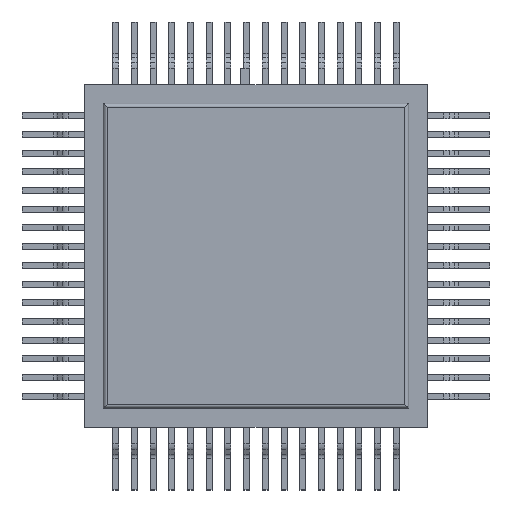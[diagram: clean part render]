
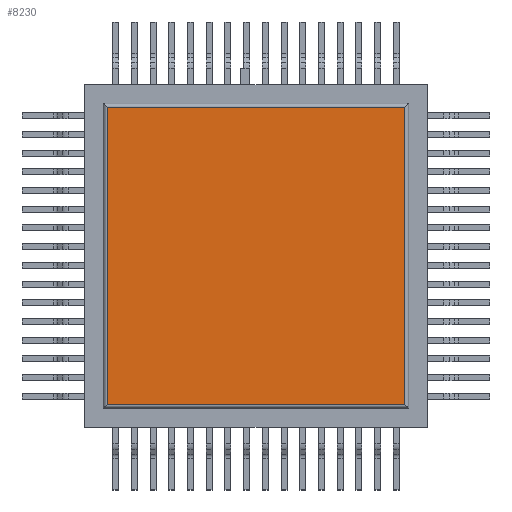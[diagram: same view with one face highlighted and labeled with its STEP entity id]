
A CAD part, top view. The second image highlights one B-rep face of the part: STEP entity #8230.
In plain terms, the highlighted planar face has unit normal (0, 0, 1).
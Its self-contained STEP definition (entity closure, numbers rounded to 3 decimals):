
#8230=ADVANCED_FACE('',(#14597),#14599,.T.);
#14597=FACE_BOUND('',#14598,.T.);
#14598=EDGE_LOOP('',(#19776,#19777,#19778,#19779));
#14599=PLANE('',#14600);
#14600=AXIS2_PLACEMENT_3D('',#14601,#14602,#14603);
#14601=CARTESIAN_POINT('',(0.,0.,2.6));
#14602=DIRECTION('',(0.,0.,1.));
#14603=DIRECTION('',(1.,0.,0.));
#19776=ORIENTED_EDGE('',*,*,#22360,.T.);
#19777=ORIENTED_EDGE('',*,*,#22367,.T.);
#19778=ORIENTED_EDGE('',*,*,#22365,.T.);
#19779=ORIENTED_EDGE('',*,*,#22363,.T.);
#22360=EDGE_CURVE('',#26626,#26627,#26628,.T.);
#22363=EDGE_CURVE('',#26631,#26626,#26632,.T.);
#22365=EDGE_CURVE('',#26634,#26631,#26635,.T.);
#22367=EDGE_CURVE('',#26627,#26634,#26637,.T.);
#26626=VERTEX_POINT('',#36568);
#26627=VERTEX_POINT('',#36569);
#26628=LINE('',#36570,#36571);
#26631=VERTEX_POINT('',#36581);
#26632=LINE('',#36582,#36583);
#26634=VERTEX_POINT('',#36589);
#26635=LINE('',#36590,#36591);
#26637=LINE('',#36597,#36598);
#36568=CARTESIAN_POINT('',(17.1,1.2,2.6));
#36569=CARTESIAN_POINT('',(17.1,17.1,2.6));
#36570=CARTESIAN_POINT('',(17.1,1.2,2.6));
#36571=VECTOR('',#36572,1.);
#36572=DIRECTION('',(0.,1.,0.));
#36581=CARTESIAN_POINT('',(1.2,1.2,2.6));
#36582=CARTESIAN_POINT('',(1.2,1.2,2.6));
#36583=VECTOR('',#36584,1.);
#36584=DIRECTION('',(1.,0.,0.));
#36589=CARTESIAN_POINT('',(1.2,17.1,2.6));
#36590=CARTESIAN_POINT('',(1.2,17.1,2.6));
#36591=VECTOR('',#36592,1.);
#36592=DIRECTION('',(0.,-1.,0.));
#36597=CARTESIAN_POINT('',(17.1,17.1,2.6));
#36598=VECTOR('',#36599,1.);
#36599=DIRECTION('',(-1.,0.,0.));
